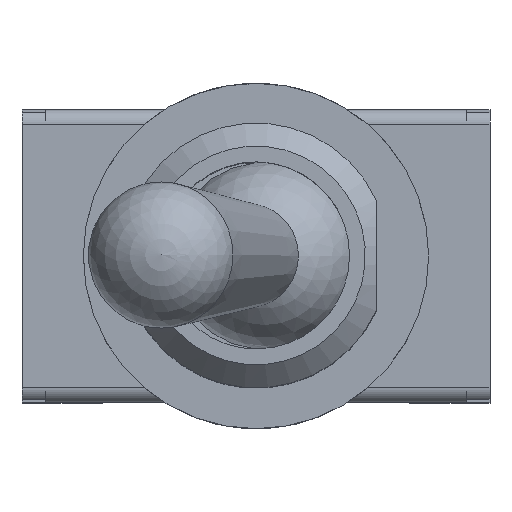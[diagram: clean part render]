
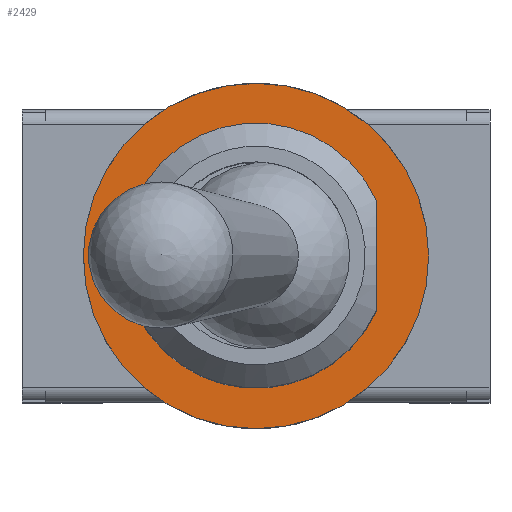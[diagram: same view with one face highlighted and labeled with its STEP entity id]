
A CAD part, top view. The second image highlights one B-rep face of the part: STEP entity #2429.
In plain terms, the highlighted planar face has unit normal (0, 0, 1).
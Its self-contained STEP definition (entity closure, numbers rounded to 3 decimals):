
#2373 = VERTEX_POINT('',#2374);
#2374 = CARTESIAN_POINT('',(2.09,-0.96,7.84));
#2380 = EDGE_CURVE('',#2381,#2373,#2383,.T.);
#2381 = VERTEX_POINT('',#2382);
#2382 = CARTESIAN_POINT('',(2.09,0.96,7.84));
#2383 = LINE('',#2384,#2385);
#2384 = CARTESIAN_POINT('',(2.09,0.96,7.84));
#2385 = VECTOR('',#2386,1.);
#2386 = DIRECTION('',(0.,-1.,0.));
#2417 = EDGE_CURVE('',#2373,#2381,#2418,.T.);
#2418 = CIRCLE('',#2419,2.3);
#2419 = AXIS2_PLACEMENT_3D('',#2420,#2421,#2422);
#2420 = CARTESIAN_POINT('',(0.,0.,7.84));
#2421 = DIRECTION('',(0.,0.,-1.));
#2422 = DIRECTION('',(-0.909,-0.417,-0.));
#2429 = ADVANCED_FACE('',(#2430,#2450),#2454,.F.);
#2430 = FACE_BOUND('',#2431,.T.);
#2431 = EDGE_LOOP('',(#2432,#2443));
#2432 = ORIENTED_EDGE('',*,*,#2433,.F.);
#2433 = EDGE_CURVE('',#2434,#2436,#2438,.T.);
#2434 = VERTEX_POINT('',#2435);
#2435 = CARTESIAN_POINT('',(3.,0.,7.84));
#2436 = VERTEX_POINT('',#2437);
#2437 = CARTESIAN_POINT('',(-1.938,-2.29,7.84));
#2438 = CIRCLE('',#2439,3.);
#2439 = AXIS2_PLACEMENT_3D('',#2440,#2441,#2442);
#2440 = CARTESIAN_POINT('',(0.,0.,7.84));
#2441 = DIRECTION('',(0.,0.,-1.));
#2442 = DIRECTION('',(-1.,0.,0.));
#2443 = ORIENTED_EDGE('',*,*,#2444,.F.);
#2444 = EDGE_CURVE('',#2436,#2434,#2445,.T.);
#2445 = CIRCLE('',#2446,3.);
#2446 = AXIS2_PLACEMENT_3D('',#2447,#2448,#2449);
#2447 = CARTESIAN_POINT('',(0.,0.,7.84));
#2448 = DIRECTION('',(0.,0.,-1.));
#2449 = DIRECTION('',(-1.,0.,0.));
#2450 = FACE_BOUND('',#2451,.T.);
#2451 = EDGE_LOOP('',(#2452,#2453));
#2452 = ORIENTED_EDGE('',*,*,#2380,.T.);
#2453 = ORIENTED_EDGE('',*,*,#2417,.T.);
#2454 = PLANE('',#2455);
#2455 = AXIS2_PLACEMENT_3D('',#2456,#2457,#2458);
#2456 = CARTESIAN_POINT('',(3.3,-3.3,7.84));
#2457 = DIRECTION('',(0.,0.,-1.));
#2458 = DIRECTION('',(-1.,0.,0.));
